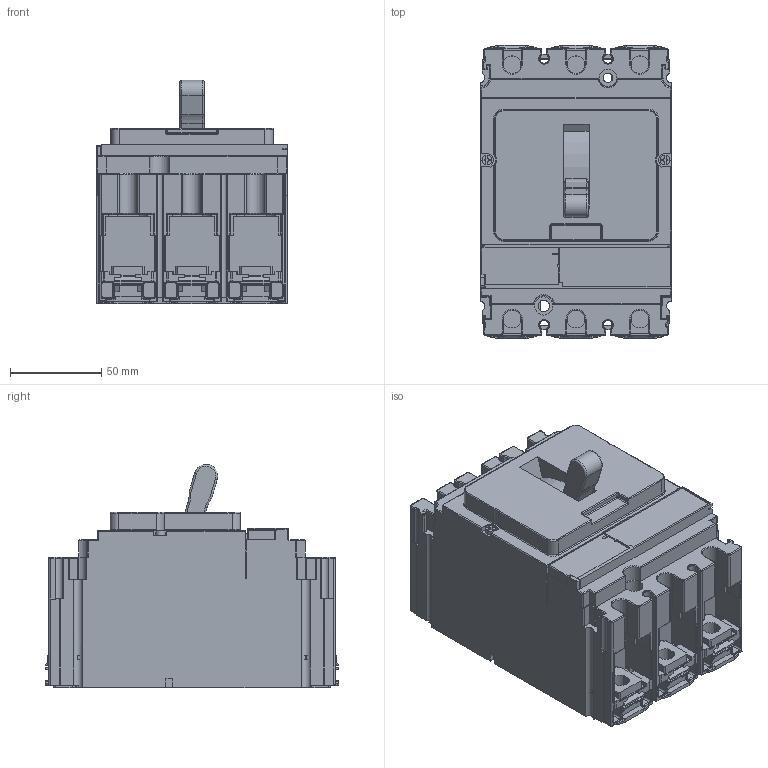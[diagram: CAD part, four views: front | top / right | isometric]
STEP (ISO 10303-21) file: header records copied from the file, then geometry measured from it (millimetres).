
FILE_DESCRIPTION((''),'2;1');
FILE_NAME('C25W35E250_3D-SIMPLIFIED_ASM','2020-12-15T09:31:52',('Prax-26'),('Schneider-Electric'),'CREO PARAMETRIC BY PTC INC, 2018300','CREO PARAMETRIC BY PTC INC, 2018300','');
FILE_SCHEMA(('CONFIG_CONTROL_DESIGN'));
Length unit declared in the file: millimetre
Products named in the file (2): C25W35E250_3D-SIMPLIFIED; C25W35E250_3D-SIMPLIFIED_ASM
Assembly tree (1 placements, depth 2):
  C25W35E250_3D-SIMPLIFIED_ASM
    C25W35E250_3D-SIMPLIFIED
Bounding box: 104.7 x 161.24 x 122.55 mm (x, y, z)
Volume: 1244587.3 mm3; surface area: 127907.3 mm2
Topology: 1 solids, 1 shells, 1731 faces, 4625 edges, 2918 vertices
Faces by surface type: plane 945, cylinder 564, torus 124, bspline 39, sphere 30, extrusion 29
Entity records: 56276 total; most frequent: CARTESIAN_POINT 12743, ORIENTED_EDGE 9250, DIRECTION 8956, EDGE_CURVE 4625, VECTOR 3192, LINE 3163, VERTEX_POINT 2918, AXIS2_PLACEMENT_3D 2882
